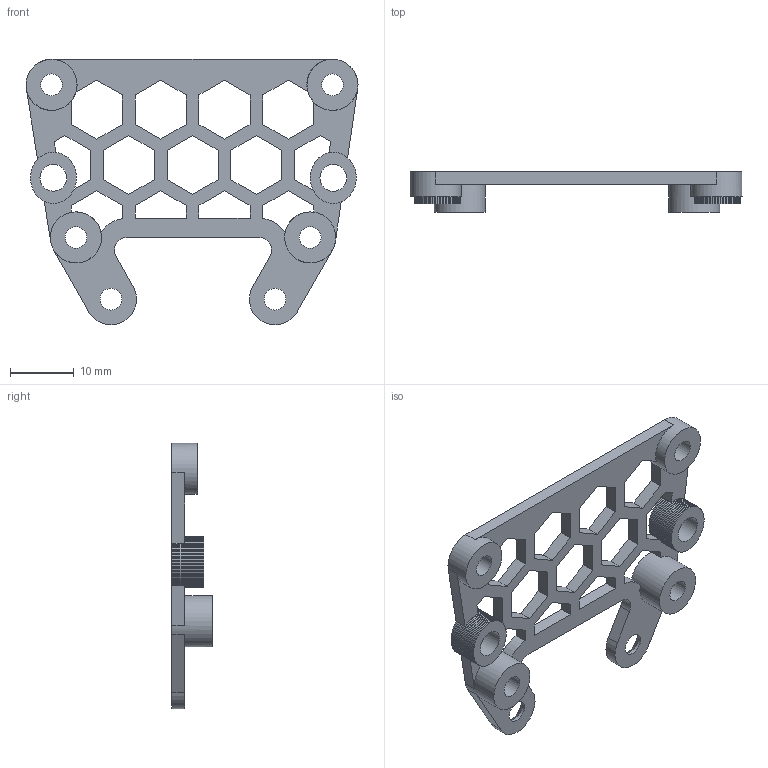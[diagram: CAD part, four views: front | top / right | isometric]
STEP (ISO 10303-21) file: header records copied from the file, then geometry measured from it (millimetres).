
FILE_DESCRIPTION(/* description */ (''),/* implementation_level */ '2;1');
FILE_NAME(/* name */ 'pcb_mount.step',/* time_stamp */ '2023-09-05T21:28:38-04:00',/* author */ (''),/* organization */ (''),/* preprocessor_version */ 'ST-DEVELOPER v20',/* originating_system */ 'Autodesk Translation Framework v12.9.0.99',/* authorisation */ '');
FILE_SCHEMA (('AUTOMOTIVE_DESIGN { 1 0 10303 214 3 1 1 }'));
Length unit declared in the file: millimetre
Products named in the file (1): PCB Mount
Bounding box: 52 x 6.35 x 41.59 mm (x, y, z)
Volume: 2598.9 mm3; surface area: 3846 mm2
Topology: 1 solids, 1 shells, 316 faces, 952 edges, 632 vertices
Faces by surface type: plane 290, cylinder 18, cone 8
Full cylindrical faces by diameter (mm): 3.4 x6, 4.2 x2, 8 x4
Entity records: 10629 total; most frequent: ORIENTED_EDGE 1904, CARTESIAN_POINT 1901, DIRECTION 1646, EDGE_CURVE 952, LINE 892, VECTOR 892, VERTEX_POINT 632, AXIS2_PLACEMENT_3D 377
